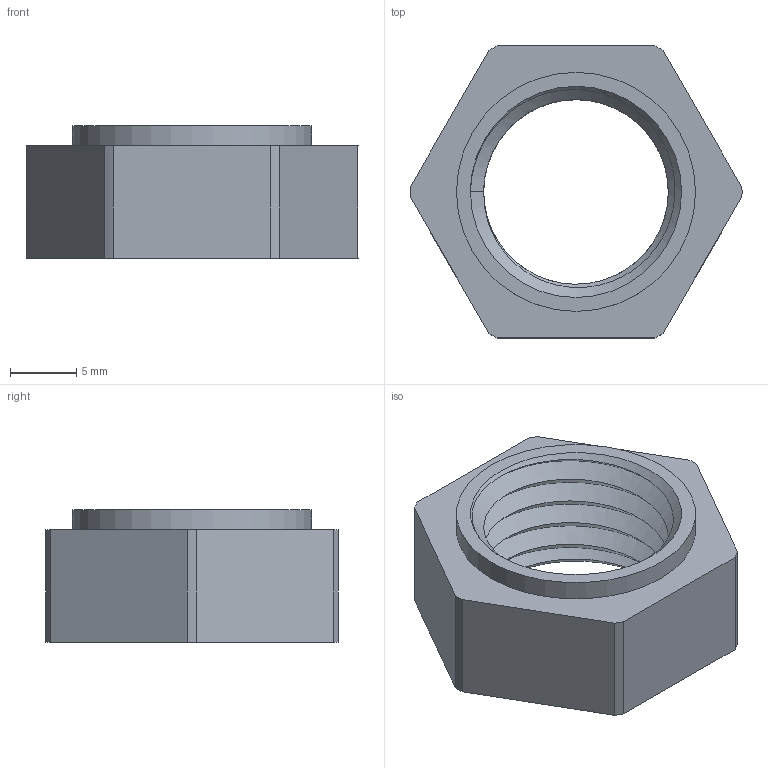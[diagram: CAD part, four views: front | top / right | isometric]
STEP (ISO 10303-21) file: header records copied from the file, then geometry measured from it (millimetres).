
FILE_DESCRIPTION((''),'2;1');
FILE_NAME('LOCK NUT.ipt.step','2013-12-08T06:22:08',(''),(''),'Autodesk Inventor 2013','Autodesk Inventor 2013','');
FILE_SCHEMA(('AUTOMOTIVE_DESIGN { 1 0 10303 214 1 1 1 1 }'));
Length unit declared in the file: millimetre
Products named in the file (1): LOCK NUT
Bounding box: 25 x 22 x 10 mm (x, y, z)
Volume: 2179 mm3; surface area: 1832.5 mm2
Topology: 1 solids, 1 shells, 20 faces, 49 edges, 32 vertices
Faces by surface type: plane 9, cylinder 7, cone 2, bspline 2
Full cylindrical faces by diameter (mm): 18 x1
Entity records: 1446 total; most frequent: CARTESIAN_POINT 945, DIRECTION 98, ORIENTED_EDGE 96, EDGE_CURVE 48, AXIS2_PLACEMENT_3D 37, VERTEX_POINT 32, VECTOR 24, LINE 24
